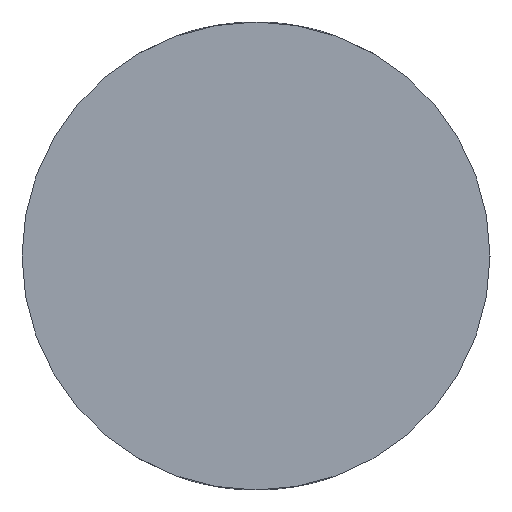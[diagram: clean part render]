
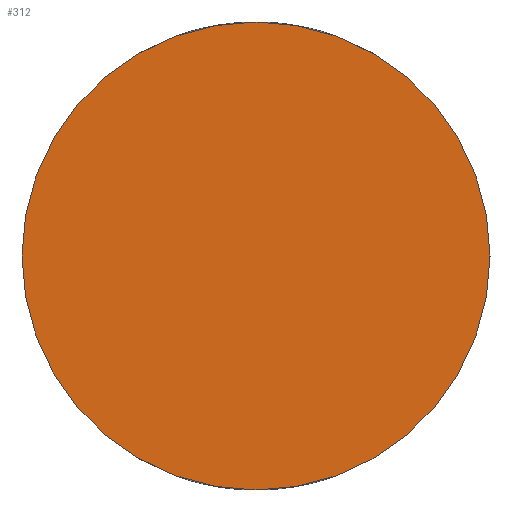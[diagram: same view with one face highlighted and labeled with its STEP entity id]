
A CAD part, left-side view. The second image highlights one B-rep face of the part: STEP entity #312.
In plain terms, the highlighted planar face has unit normal (-1, 0, 0).
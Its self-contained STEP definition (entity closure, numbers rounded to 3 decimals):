
#97=FACE_OUTER_BOUND('',#110,.T.);
#110=EDGE_LOOP('',(#218));
#137=CIRCLE('',#341,3.);
#139=VERTEX_POINT('',#405);
#173=EDGE_CURVE('',#139,#139,#137,.T.);
#218=ORIENTED_EDGE('',*,*,#173,.F.);
#308=PLANE('',#340);
#312=ADVANCED_FACE('',(#97),#308,.F.);
#340=AXIS2_PLACEMENT_3D('',#404,#359,#360);
#341=AXIS2_PLACEMENT_3D('',#406,#361,#362);
#359=DIRECTION('center_axis',(1.,0.,0.));
#360=DIRECTION('ref_axis',(0.,1.,0.));
#361=DIRECTION('center_axis',(1.,0.,0.));
#362=DIRECTION('ref_axis',(0.,1.,0.));
#404=CARTESIAN_POINT('Origin',(0.,0.,0.));
#405=CARTESIAN_POINT('',(0.,-3.,0.));
#406=CARTESIAN_POINT('Origin',(0.,0.,0.));
